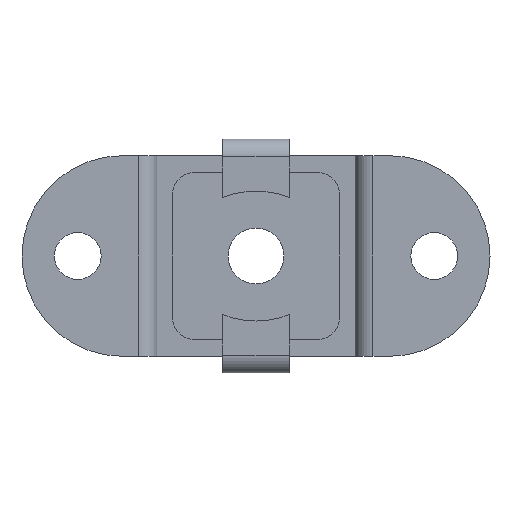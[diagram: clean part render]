
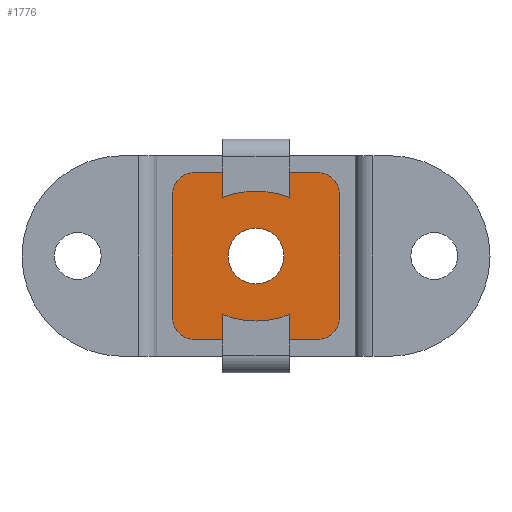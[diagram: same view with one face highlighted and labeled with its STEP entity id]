
A CAD part, front view. The second image highlights one B-rep face of the part: STEP entity #1776.
In plain terms, the highlighted planar face has unit normal (0, -1, 0).
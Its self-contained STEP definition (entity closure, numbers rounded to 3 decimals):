
#68 = EDGE_LOOP ( 'NONE', ( #420, #355 ) ) ;
#69 = EDGE_LOOP ( 'NONE', ( #398, #430, #404, #297, #428, #296, #411, #410 ) ) ;
#153 = DIRECTION ( 'NONE',  ( 0., 0., 1. ) ) ;
#154 = DIRECTION ( 'NONE',  ( 0., 1., 0. ) ) ;
#156 = CARTESIAN_POINT ( 'NONE',  ( -5.5, 0., -5.5 ) ) ;
#157 = DIRECTION ( 'NONE',  ( 0., 0., 1. ) ) ;
#159 = DIRECTION ( 'NONE',  ( 0., 1., 0. ) ) ;
#160 = CARTESIAN_POINT ( 'NONE',  ( -5.5, 0., 5.5 ) ) ;
#163 = DIRECTION ( 'NONE',  ( 0., 0., 1. ) ) ;
#164 = CARTESIAN_POINT ( 'NONE',  ( -7.5, 0., -5.5 ) ) ;
#200 = DIRECTION ( 'NONE',  ( 0., 0., -1. ) ) ;
#201 = DIRECTION ( 'NONE',  ( 0., -1., 0. ) ) ;
#202 = CARTESIAN_POINT ( 'NONE',  ( 0., 0., 0. ) ) ;
#245 = CARTESIAN_POINT ( 'NONE',  ( -5.5, 0., 7.5 ) ) ;
#296 = ORIENTED_EDGE ( 'NONE', *, *, #1864, .F. ) ;
#297 = ORIENTED_EDGE ( 'NONE', *, *, #1862, .F. ) ;
#355 = ORIENTED_EDGE ( 'NONE', *, *, #1904, .F. ) ;
#398 = ORIENTED_EDGE ( 'NONE', *, *, #1916, .F. ) ;
#404 = ORIENTED_EDGE ( 'NONE', *, *, #1917, .F. ) ;
#410 = ORIENTED_EDGE ( 'NONE', *, *, #1866, .F. ) ;
#411 = ORIENTED_EDGE ( 'NONE', *, *, #1865, .F. ) ;
#420 = ORIENTED_EDGE ( 'NONE', *, *, #1867, .F. ) ;
#428 = ORIENTED_EDGE ( 'NONE', *, *, #1863, .F. ) ;
#430 = ORIENTED_EDGE ( 'NONE', *, *, #1915, .F. ) ;
#695 = DIRECTION ( 'NONE',  ( 0., 0., -1. ) ) ;
#696 = DIRECTION ( 'NONE',  ( 0., -1., 0. ) ) ;
#697 = CARTESIAN_POINT ( 'NONE',  ( 0., 0., 0. ) ) ;
#700 = DIRECTION ( 'NONE',  ( 1., 0., 0. ) ) ;
#703 = CARTESIAN_POINT ( 'NONE',  ( -5.5, 0., 7.5 ) ) ;
#704 = DIRECTION ( 'NONE',  ( 0., 0., 1. ) ) ;
#705 = DIRECTION ( 'NONE',  ( 0., 1., 0. ) ) ;
#706 = CARTESIAN_POINT ( 'NONE',  ( 5.5, 0., 5.5 ) ) ;
#707 = DIRECTION ( 'NONE',  ( 0., 0., -1. ) ) ;
#708 = CARTESIAN_POINT ( 'NONE',  ( 7.5, 0., -5.5 ) ) ;
#709 = DIRECTION ( 'NONE',  ( 0., 0., -1. ) ) ;
#710 = DIRECTION ( 'NONE',  ( 0., 1., 0. ) ) ;
#711 = CARTESIAN_POINT ( 'NONE',  ( 5.5, 0., -5.5 ) ) ;
#712 = DIRECTION ( 'NONE',  ( -1., 0., 0. ) ) ;
#713 = CARTESIAN_POINT ( 'NONE',  ( -5.5, 0., -7.5 ) ) ;
#945 = DIRECTION ( 'NONE',  ( 0., 0., 1. ) ) ;
#948 = DIRECTION ( 'NONE',  ( 0., 1., 0. ) ) ;
#949 = CARTESIAN_POINT ( 'NONE',  ( -5.5, 0., 5.5 ) ) ;
#950 = PLANE ( 'NONE',  #1117 ) ;
#1030 = CARTESIAN_POINT ( 'NONE',  ( 0., 0., 2.5 ) ) ;
#1040 = CARTESIAN_POINT ( 'NONE',  ( -5.5, 0., -7.5 ) ) ;
#1057 = CARTESIAN_POINT ( 'NONE',  ( 7.5, 0., -5.5 ) ) ;
#1117 = AXIS2_PLACEMENT_3D ( 'NONE', #949, #948, #945 ) ;
#1157 = AXIS2_PLACEMENT_3D ( 'NONE', #697, #696, #695 ) ;
#1158 = VECTOR ( 'NONE', #700, 1000. ) ;
#1159 = CIRCLE ( 'NONE', #1157, 2.5 ) ;
#1161 = AXIS2_PLACEMENT_3D ( 'NONE', #706, #705, #704 ) ;
#1162 = VECTOR ( 'NONE', #707, 1000. ) ;
#1163 = CIRCLE ( 'NONE', #1161, 2. ) ;
#1165 = AXIS2_PLACEMENT_3D ( 'NONE', #711, #710, #709 ) ;
#1166 = VECTOR ( 'NONE', #712, 1000. ) ;
#1167 = CIRCLE ( 'NONE', #1165, 2. ) ;
#1286 = AXIS2_PLACEMENT_3D ( 'NONE', #156, #154, #153 ) ;
#1288 = AXIS2_PLACEMENT_3D ( 'NONE', #160, #159, #157 ) ;
#1289 = VECTOR ( 'NONE', #163, 1000. ) ;
#1290 = CIRCLE ( 'NONE', #1288, 2. ) ;
#1293 = CIRCLE ( 'NONE', #1286, 2. ) ;
#1306 = AXIS2_PLACEMENT_3D ( 'NONE', #202, #201, #200 ) ;
#1307 = CIRCLE ( 'NONE', #1306, 2.5 ) ;
#1353 = CARTESIAN_POINT ( 'NONE',  ( 7.5, 0., 5.5 ) ) ;
#1363 = CARTESIAN_POINT ( 'NONE',  ( 5.5, 0., -7.5 ) ) ;
#1367 = CARTESIAN_POINT ( 'NONE',  ( 0., 0., -2.5 ) ) ;
#1368 = CARTESIAN_POINT ( 'NONE',  ( -7.5, 0., -5.5 ) ) ;
#1381 = CARTESIAN_POINT ( 'NONE',  ( 5.5, 0., 7.5 ) ) ;
#1383 = CARTESIAN_POINT ( 'NONE',  ( -7.5, 0., 5.5 ) ) ;
#1401 = FACE_BOUND ( 'NONE', #68, .T. ) ;
#1402 = FACE_OUTER_BOUND ( 'NONE', #69, .T. ) ;
#1459 = VERTEX_POINT ( 'NONE', #245 ) ;
#1465 = VERTEX_POINT ( 'NONE', #1368 ) ;
#1466 = VERTEX_POINT ( 'NONE', #1367 ) ;
#1470 = VERTEX_POINT ( 'NONE', #1383 ) ;
#1472 = VERTEX_POINT ( 'NONE', #1381 ) ;
#1485 = VERTEX_POINT ( 'NONE', #1363 ) ;
#1493 = VERTEX_POINT ( 'NONE', #1353 ) ;
#1499 = VERTEX_POINT ( 'NONE', #1057 ) ;
#1506 = VERTEX_POINT ( 'NONE', #1040 ) ;
#1509 = VERTEX_POINT ( 'NONE', #1030 ) ;
#1563 = LINE ( 'NONE', #164, #1289 ) ;
#1588 = LINE ( 'NONE', #708, #1162 ) ;
#1590 = LINE ( 'NONE', #713, #1166 ) ;
#1591 = LINE ( 'NONE', #703, #1158 ) ;
#1776 = ADVANCED_FACE ( 'NONE', ( #1402, #1401 ), #950, .F. ) ;
#1862 = EDGE_CURVE ( 'NONE', #1485, #1506, #1590, .T. ) ;
#1863 = EDGE_CURVE ( 'NONE', #1499, #1485, #1167, .T. ) ;
#1864 = EDGE_CURVE ( 'NONE', #1493, #1499, #1588, .T. ) ;
#1865 = EDGE_CURVE ( 'NONE', #1472, #1493, #1163, .T. ) ;
#1866 = EDGE_CURVE ( 'NONE', #1459, #1472, #1591, .T. ) ;
#1867 = EDGE_CURVE ( 'NONE', #1466, #1509, #1159, .T. ) ;
#1904 = EDGE_CURVE ( 'NONE', #1509, #1466, #1307, .T. ) ;
#1915 = EDGE_CURVE ( 'NONE', #1465, #1470, #1563, .T. ) ;
#1916 = EDGE_CURVE ( 'NONE', #1470, #1459, #1290, .T. ) ;
#1917 = EDGE_CURVE ( 'NONE', #1506, #1465, #1293, .T. ) ;
